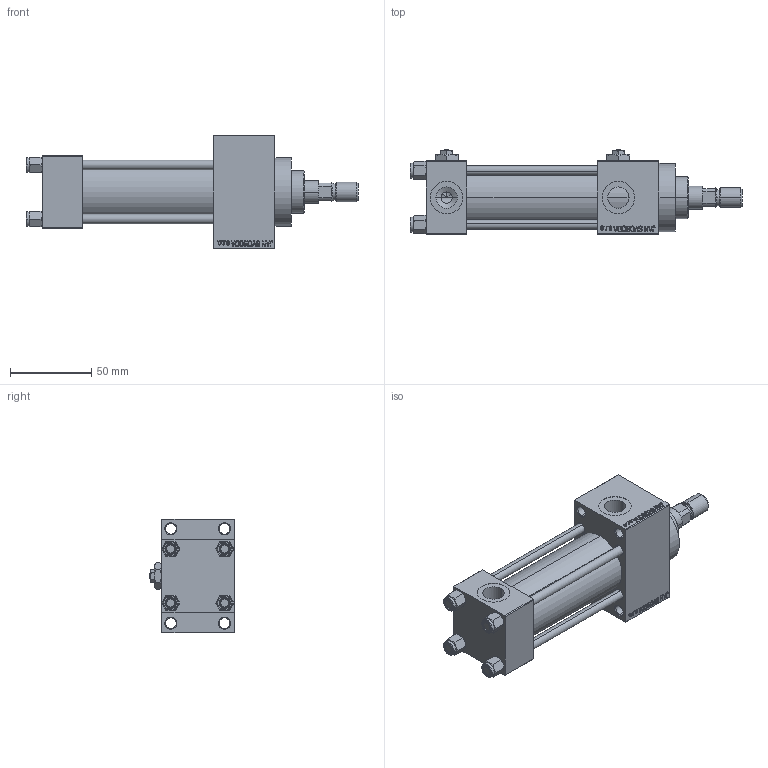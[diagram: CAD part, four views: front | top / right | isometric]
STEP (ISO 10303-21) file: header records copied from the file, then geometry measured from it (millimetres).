
FILE_DESCRIPTION (( 'STEP AP203' ), '1' );
FILE_NAME ('ddde.STEP', '2025-01-04T17:35:22', ( '' ), ( '' ), 'SwSTEP 2.0', 'SolidWorks 2019', '' );
FILE_SCHEMA (( 'CONFIG_CONTROL_DESIGN' ));
Length unit declared in the file: millimetre
Products named in the file (8): V215_VC_A c17e8ea84260132d67c116f48d93606b; NUT_M5_D c17e8ea84260132d67c116f48d93606b; V215CR_D_TYCINKA c17e8ea84260132d67c116f48d93606b; ROD_END_AH c17e8ea84260132d67c116f48d93606b; Zatka_pro_OIL_PORT c17e8ea84260132d67c116f48d93606b; V215CR_D_Body c17e8ea84260132d67c116f48d93606b; V215CR_VCP_D c17e8ea84260132d67c116f48d93606b; ddde
Assembly tree (14 placements, depth 2):
  ddde
    V215CR_D_Body c17e8ea84260132d67c116f48d93606b
    V215CR_VCP_D c17e8ea84260132d67c116f48d93606b
    NUT_M5_D c17e8ea84260132d67c116f48d93606b  x4
    V215CR_D_TYCINKA c17e8ea84260132d67c116f48d93606b  x4
    V215_VC_A c17e8ea84260132d67c116f48d93606b
    ROD_END_AH c17e8ea84260132d67c116f48d93606b
    Zatka_pro_OIL_PORT c17e8ea84260132d67c116f48d93606b  x2
Bounding box: 204 x 52 x 70 mm (x, y, z)
Volume: 248708.6 mm3; surface area: 88156.7 mm2
Topology: 14 solids, 14 shells, 1215 faces, 2999 edges, 1930 vertices
Faces by surface type: plane 546, bspline 368, cone 188, cylinder 103, torus 10
Entity records: 49585 total; most frequent: CARTESIAN_POINT 25718, ORIENTED_EDGE 5298, DIRECTION 3499, EDGE_CURVE 2649, VERTEX_POINT 1728, VECTOR 1557, LINE 1557, EDGE_LOOP 1193
